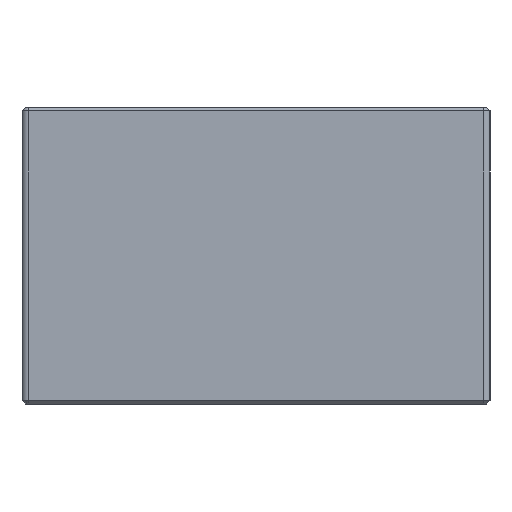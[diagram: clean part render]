
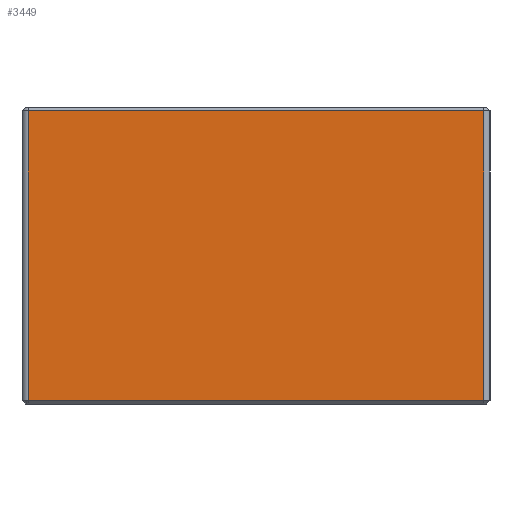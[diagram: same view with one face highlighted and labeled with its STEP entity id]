
A CAD part, left-side view. The second image highlights one B-rep face of the part: STEP entity #3449.
In plain terms, the highlighted planar face has unit normal (-1, 0, 0).
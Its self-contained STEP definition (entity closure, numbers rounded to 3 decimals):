
#142=PLANE('',#3706);
#243=FACE_OUTER_BOUND('',#473,.T.);
#473=EDGE_LOOP('',(#2403,#2404,#2405,#2406));
#710=LINE('',#5330,#1032);
#714=LINE('',#5339,#1036);
#715=LINE('',#5343,#1037);
#716=LINE('',#5344,#1038);
#1032=VECTOR('',#4172,10.);
#1036=VECTOR('',#4180,10.);
#1037=VECTOR('',#4185,10.);
#1038=VECTOR('',#4186,10.);
#1526=VERTEX_POINT('',#5302);
#1532=VERTEX_POINT('',#5326);
#1535=VERTEX_POINT('',#5338);
#1536=VERTEX_POINT('',#5342);
#1846=EDGE_CURVE('',#1526,#1532,#710,.T.);
#1850=EDGE_CURVE('',#1532,#1535,#714,.T.);
#1852=EDGE_CURVE('',#1536,#1526,#715,.T.);
#1853=EDGE_CURVE('',#1535,#1536,#716,.T.);
#2403=ORIENTED_EDGE('',*,*,#1846,.F.);
#2404=ORIENTED_EDGE('',*,*,#1852,.F.);
#2405=ORIENTED_EDGE('',*,*,#1853,.F.);
#2406=ORIENTED_EDGE('',*,*,#1850,.F.);
#3449=ADVANCED_FACE('',(#243),#142,.T.);
#3706=AXIS2_PLACEMENT_3D('',#5341,#4183,#4184);
#4172=DIRECTION('',(0.,-1.,0.));
#4180=DIRECTION('',(0.,0.,-1.));
#4183=DIRECTION('center_axis',(-1.,0.,0.));
#4184=DIRECTION('ref_axis',(0.,-1.,0.));
#4185=DIRECTION('',(0.,0.,1.));
#4186=DIRECTION('',(0.,1.,0.));
#5302=CARTESIAN_POINT('',(0.,59.2,37.6));
#5326=CARTESIAN_POINT('',(0.,0.8,37.6));
#5330=CARTESIAN_POINT('',(0.,45.,37.6));
#5338=CARTESIAN_POINT('',(0.,0.8,0.5));
#5339=CARTESIAN_POINT('',(0.,0.8,0.));
#5341=CARTESIAN_POINT('Origin',(0.,60.,0.));
#5342=CARTESIAN_POINT('',(0.,59.2,0.5));
#5343=CARTESIAN_POINT('',(0.,59.2,0.));
#5344=CARTESIAN_POINT('',(0.,45.,0.5));
